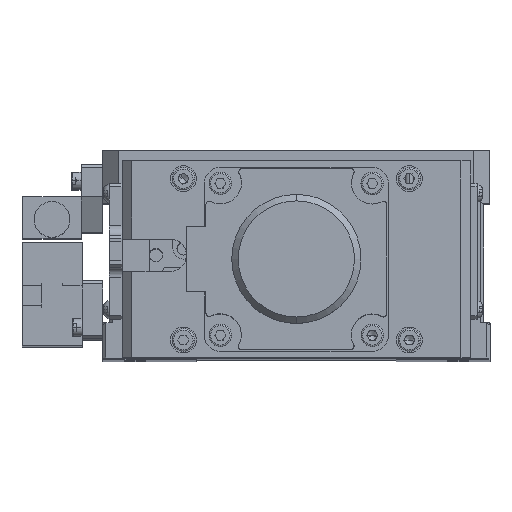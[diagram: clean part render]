
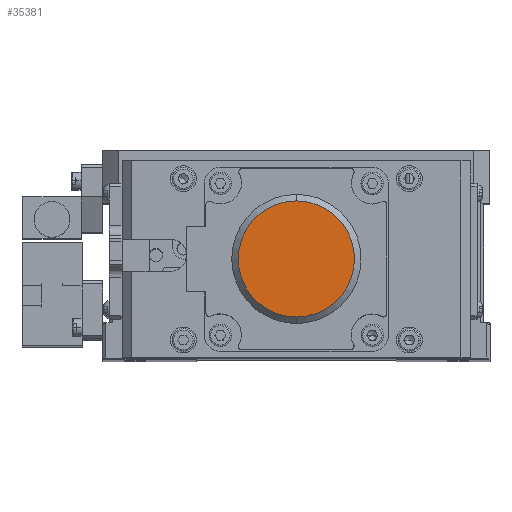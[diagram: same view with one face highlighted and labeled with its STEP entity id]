
A CAD part, top view. The second image highlights one B-rep face of the part: STEP entity #35381.
In plain terms, the highlighted planar face has unit normal (0, 0, 1).
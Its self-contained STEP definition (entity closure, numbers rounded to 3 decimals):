
#4541 = EDGE_CURVE ( 'NONE', #15610, #27190, #57608, .T. ) ;
#4933 = CARTESIAN_POINT ( 'NONE',  ( 0., 49., 319.5 ) ) ;
#5879 = AXIS2_PLACEMENT_3D ( 'NONE', #34743, #39655, #48478 ) ;
#6819 = DIRECTION ( 'NONE',  ( 0., 0., 1. ) ) ;
#9184 = AXIS2_PLACEMENT_3D ( 'NONE', #32322, #6819, #37017 ) ;
#14655 = CARTESIAN_POINT ( 'NONE',  ( 0., 31., 319.5 ) ) ;
#15610 = VERTEX_POINT ( 'NONE', #4933 ) ;
#18013 = CARTESIAN_POINT ( 'NONE',  ( 0., 13., 319.5 ) ) ;
#19570 = DIRECTION ( 'NONE',  ( 0., 0., 1. ) ) ;
#25050 = ORIENTED_EDGE ( 'NONE', *, *, #45372, .T. ) ;
#27190 = VERTEX_POINT ( 'NONE', #18013 ) ;
#27305 = AXIS2_PLACEMENT_3D ( 'NONE', #14655, #19570, #63127 ) ;
#32322 = CARTESIAN_POINT ( 'NONE',  ( 0., 31., 319.5 ) ) ;
#34743 = CARTESIAN_POINT ( 'NONE',  ( 0., 31., 319.5 ) ) ;
#35381 = ADVANCED_FACE ( 'NONE', ( #53909 ), #53677, .T. ) ;
#37017 = DIRECTION ( 'NONE',  ( 0., 1., 0. ) ) ;
#39655 = DIRECTION ( 'NONE',  ( 0., 0., 1. ) ) ;
#40922 = ORIENTED_EDGE ( 'NONE', *, *, #4541, .T. ) ;
#44099 = CIRCLE ( 'NONE', #9184, 18. ) ;
#45372 = EDGE_CURVE ( 'NONE', #27190, #15610, #44099, .T. ) ;
#48478 = DIRECTION ( 'NONE',  ( 0., 1., 0. ) ) ;
#51055 = EDGE_LOOP ( 'NONE', ( #25050, #40922 ) ) ;
#53677 = PLANE ( 'NONE',  #27305 ) ;
#53909 = FACE_OUTER_BOUND ( 'NONE', #51055, .T. ) ;
#57608 = CIRCLE ( 'NONE', #5879, 18. ) ;
#63127 = DIRECTION ( 'NONE',  ( 0., 1., 0. ) ) ;
